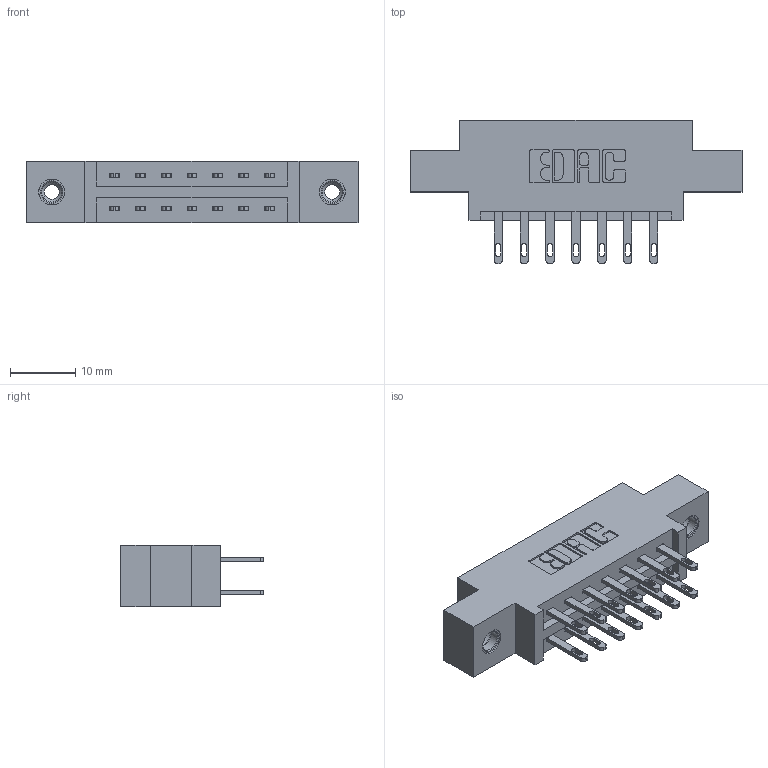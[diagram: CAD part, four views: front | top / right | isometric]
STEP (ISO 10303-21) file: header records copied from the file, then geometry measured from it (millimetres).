
FILE_DESCRIPTION (( 'STEP AP203' ), '1' );
FILE_NAME ('337-014-500-808.STEP', '2018-08-04T13:48:17', ( '' ), ( '' ), 'SwSTEP 2.0', 'SolidWorks 2016', '' );
FILE_SCHEMA (( 'CONFIG_CONTROL_DESIGN' ));
Length unit declared in the file: inch
Products named in the file (4): 345-292-001_345-293-100; 345-250-001_345-250-003-102; 337-014-500-808; 337 Part_0.170 Offset - 0.156 Dia-TI
Assembly tree (17 placements, depth 2):
  337-014-500-808
    337 Part_0.170 Offset - 0.156 Dia-TI
    345-292-001_345-293-100  x14
    345-250-001_345-250-003-102  x2
Bounding box: 50.75 x 21.85 x 9.4 mm (x, y, z)
Volume: 4801.2 mm3; surface area: 5374.9 mm2
Topology: 17 solids, 17 shells, 878 faces, 2601 edges, 1726 vertices
Faces by surface type: plane 554, cylinder 308, cone 12, torus 4
Entity records: 11202 total; most frequent: CARTESIAN_POINT 1897, ORIENTED_EDGE 1826, DIRECTION 1711, EDGE_CURVE 913, VECTOR 761, LINE 761, VERTEX_POINT 604, AXIS2_PLACEMENT_3D 475
